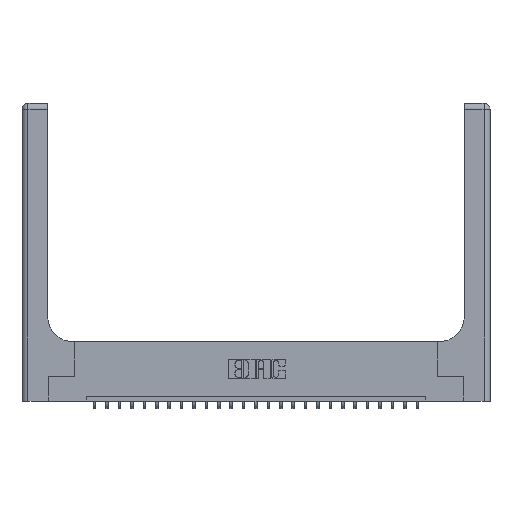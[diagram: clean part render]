
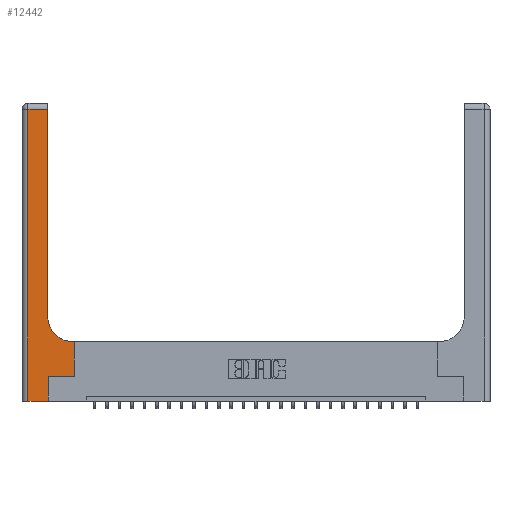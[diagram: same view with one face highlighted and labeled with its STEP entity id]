
A CAD part, top view. The second image highlights one B-rep face of the part: STEP entity #12442.
In plain terms, the highlighted planar face has unit normal (0, 0, 1).
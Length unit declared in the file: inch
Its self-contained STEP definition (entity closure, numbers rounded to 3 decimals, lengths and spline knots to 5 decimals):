
#273 = CARTESIAN_POINT ( 'NONE',  ( 0., 0., 0.37 ) ) ;
#440 = CARTESIAN_POINT ( 'NONE',  ( 0.528, 0.25, 0.37 ) ) ;
#511 = DIRECTION ( 'NONE',  ( 0., 0., -1. ) ) ;
#548 = CIRCLE ( 'NONE', #1312, 0.25 ) ;
#1093 = ORIENTED_EDGE ( 'NONE', *, *, #15454, .T. ) ;
#1180 = CARTESIAN_POINT ( 'NONE',  ( 0.265, 0., 0.37 ) ) ;
#1312 = AXIS2_PLACEMENT_3D ( 'NONE', #12018, #23325, #23208 ) ;
#1451 = LINE ( 'NONE', #5147, #3321 ) ;
#2699 = VERTEX_POINT ( 'NONE', #13679 ) ;
#2894 = ORIENTED_EDGE ( 'NONE', *, *, #12026, .T. ) ;
#3155 = EDGE_CURVE ( 'NONE', #5719, #6431, #11906, .T. ) ;
#3321 = VECTOR ( 'NONE', #18401, 39.37008 ) ;
#3402 = CARTESIAN_POINT ( 'NONE',  ( 0.26, 3., 0.37 ) ) ;
#3563 = ORIENTED_EDGE ( 'NONE', *, *, #21109, .T. ) ;
#3643 = CARTESIAN_POINT ( 'NONE',  ( 0.265, 0., 0.37 ) ) ;
#4983 = VECTOR ( 'NONE', #13283, 39.37008 ) ;
#5147 = CARTESIAN_POINT ( 'NONE',  ( 0., 2.94, 0.37 ) ) ;
#5580 = CARTESIAN_POINT ( 'NONE',  ( 0.528, 0.25, 0.37 ) ) ;
#5671 = DIRECTION ( 'NONE',  ( 0., -1., 0. ) ) ;
#5719 = VERTEX_POINT ( 'NONE', #5580 ) ;
#5963 = VERTEX_POINT ( 'NONE', #19703 ) ;
#5975 = DIRECTION ( 'NONE',  ( 0., 1., 0. ) ) ;
#6431 = VERTEX_POINT ( 'NONE', #10606 ) ;
#6552 = FACE_OUTER_BOUND ( 'NONE', #18909, .T. ) ;
#6801 = CARTESIAN_POINT ( 'NONE',  ( 0.26, 2.94, 0.37 ) ) ;
#7102 = LINE ( 'NONE', #1180, #16768 ) ;
#7156 = CARTESIAN_POINT ( 'NONE',  ( 0.06, 0., 0.37 ) ) ;
#7171 = CARTESIAN_POINT ( 'NONE',  ( 0.265, 0.25, 0.37 ) ) ;
#7290 = VECTOR ( 'NONE', #23043, 39.37008 ) ;
#7346 = LINE ( 'NONE', #9693, #4983 ) ;
#7449 = EDGE_CURVE ( 'NONE', #9040, #8364, #18814, .T. ) ;
#7711 = CARTESIAN_POINT ( 'NONE',  ( 0.26, 0.85, 0.37 ) ) ;
#7789 = LINE ( 'NONE', #15332, #12208 ) ;
#7995 = VECTOR ( 'NONE', #5975, 39.37008 ) ;
#8035 = DIRECTION ( 'NONE',  ( -1., 0., 0. ) ) ;
#8364 = VERTEX_POINT ( 'NONE', #3643 ) ;
#8786 = DIRECTION ( 'NONE',  ( 1., 0., 0. ) ) ;
#9040 = VERTEX_POINT ( 'NONE', #7156 ) ;
#9693 = CARTESIAN_POINT ( 'NONE',  ( 0.26, 0.6, 0.37 ) ) ;
#10606 = CARTESIAN_POINT ( 'NONE',  ( 0.528, 0.6, 0.37 ) ) ;
#11556 = ORIENTED_EDGE ( 'NONE', *, *, #3155, .T. ) ;
#11621 = ORIENTED_EDGE ( 'NONE', *, *, #14040, .T. ) ;
#11906 = LINE ( 'NONE', #440, #7995 ) ;
#12018 = CARTESIAN_POINT ( 'NONE',  ( 0.51, 0.85, 0.37 ) ) ;
#12026 = EDGE_CURVE ( 'NONE', #2699, #13022, #548, .T. ) ;
#12113 = PLANE ( 'NONE',  #21486 ) ;
#12208 = VECTOR ( 'NONE', #5671, 39.37008 ) ;
#12442 = ADVANCED_FACE ( 'NONE', ( #6552 ), #12113, .F. ) ;
#13022 = VERTEX_POINT ( 'NONE', #7711 ) ;
#13283 = DIRECTION ( 'NONE',  ( -1., 0., 0. ) ) ;
#13588 = EDGE_CURVE ( 'NONE', #16086, #18093, #1451, .T. ) ;
#13679 = CARTESIAN_POINT ( 'NONE',  ( 0.51, 0.6, 0.37 ) ) ;
#14040 = EDGE_CURVE ( 'NONE', #8364, #5963, #7102, .T. ) ;
#14884 = DIRECTION ( 'NONE',  ( 0., 1., 0. ) ) ;
#15005 = LINE ( 'NONE', #3402, #19615 ) ;
#15332 = CARTESIAN_POINT ( 'NONE',  ( 0.06, 3., 0.37 ) ) ;
#15454 = EDGE_CURVE ( 'NONE', #6431, #2699, #7346, .T. ) ;
#15790 = ORIENTED_EDGE ( 'NONE', *, *, #17630, .T. ) ;
#16086 = VERTEX_POINT ( 'NONE', #6801 ) ;
#16768 = VECTOR ( 'NONE', #22226, 39.37008 ) ;
#17334 = ORIENTED_EDGE ( 'NONE', *, *, #7449, .T. ) ;
#17630 = EDGE_CURVE ( 'NONE', #13022, #16086, #15005, .T. ) ;
#17727 = ORIENTED_EDGE ( 'NONE', *, *, #13588, .T. ) ;
#18093 = VERTEX_POINT ( 'NONE', #22081 ) ;
#18313 = LINE ( 'NONE', #7171, #21296 ) ;
#18401 = DIRECTION ( 'NONE',  ( -1., 0., 0. ) ) ;
#18814 = LINE ( 'NONE', #273, #7290 ) ;
#18909 = EDGE_LOOP ( 'NONE', ( #15790, #17727, #3563, #17334, #11621, #22786, #11556, #1093, #2894 ) ) ;
#19615 = VECTOR ( 'NONE', #14884, 39.37008 ) ;
#19703 = CARTESIAN_POINT ( 'NONE',  ( 0.265, 0.25, 0.37 ) ) ;
#19815 = EDGE_CURVE ( 'NONE', #5963, #5719, #18313, .T. ) ;
#21109 = EDGE_CURVE ( 'NONE', #18093, #9040, #7789, .T. ) ;
#21296 = VECTOR ( 'NONE', #8786, 39.37008 ) ;
#21486 = AXIS2_PLACEMENT_3D ( 'NONE', #21683, #511, #8035 ) ;
#21683 = CARTESIAN_POINT ( 'NONE',  ( 0., 3., 0.37 ) ) ;
#22081 = CARTESIAN_POINT ( 'NONE',  ( 0.06, 2.94, 0.37 ) ) ;
#22226 = DIRECTION ( 'NONE',  ( 0., 1., 0. ) ) ;
#22786 = ORIENTED_EDGE ( 'NONE', *, *, #19815, .T. ) ;
#23043 = DIRECTION ( 'NONE',  ( 1., 0., 0. ) ) ;
#23208 = DIRECTION ( 'NONE',  ( 1., 0., 0. ) ) ;
#23325 = DIRECTION ( 'NONE',  ( 0., 0., -1. ) ) ;
